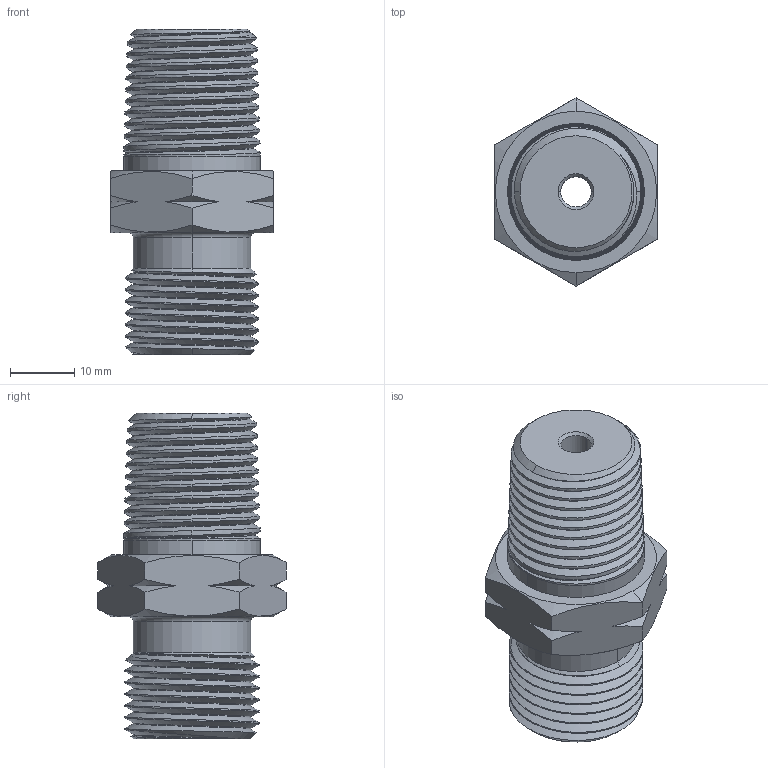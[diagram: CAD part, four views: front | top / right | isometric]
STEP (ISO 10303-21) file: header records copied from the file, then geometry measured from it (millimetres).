
FILE_DESCRIPTION (( 'STEP AP203' ), '1' );
FILE_NAME ('AD-350MBR-8MNPT.STEP', '2025-08-01T14:36:23', ( '' ), ( '' ), 'SwSTEP 2.0', 'SolidWorks 2018', '' );
FILE_SCHEMA (( 'CONFIG_CONTROL_DESIGN' ));
Length unit declared in the file: inch
Products named in the file (1): AD-350MBR-8MNPT
Bounding box: 25.4 x 29.33 x 50.8 mm (x, y, z)
Volume: 15677.1 mm3; surface area: 6672.2 mm2
Topology: 1 solids, 1 shells, 154 faces, 417 edges, 271 vertices
Faces by surface type: cone 52, cylinder 39, bspline 36, plane 23, torus 4
Entity records: 14339 total; most frequent: CARTESIAN_POINT 10938, ORIENTED_EDGE 834, DIRECTION 489, EDGE_CURVE 417, VERTEX_POINT 271, AXIS2_PLACEMENT_3D 171, EDGE_LOOP 162, B_SPLINE_CURVE_WITH_KNOTS 160
